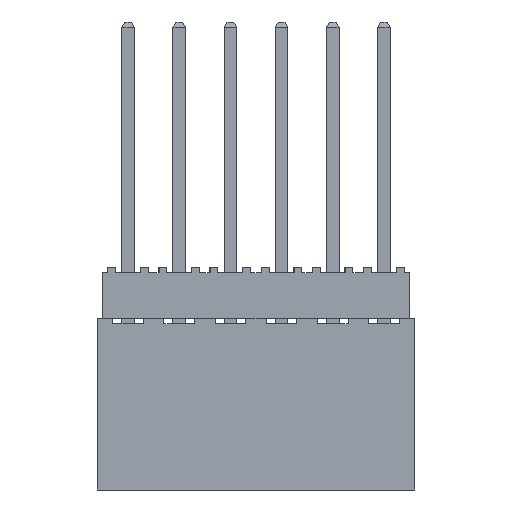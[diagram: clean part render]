
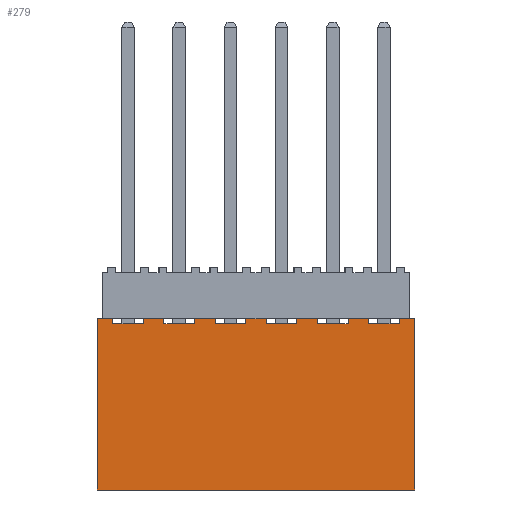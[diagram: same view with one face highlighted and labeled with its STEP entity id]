
A CAD part, front view. The second image highlights one B-rep face of the part: STEP entity #279.
In plain terms, the highlighted planar face has unit normal (0, -1, 0).
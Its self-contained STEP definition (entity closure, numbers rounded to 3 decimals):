
#144 = VERTEX_POINT('',#145);
#145 = CARTESIAN_POINT('',(4.572,-2.478,-4.396));
#151 = EDGE_CURVE('',#152,#144,#154,.T.);
#152 = VERTEX_POINT('',#153);
#153 = CARTESIAN_POINT('',(4.572,-2.478,-4.142));
#154 = LINE('',#155,#156);
#155 = CARTESIAN_POINT('',(4.572,-2.478,-4.142));
#156 = VECTOR('',#157,1.);
#157 = DIRECTION('',(0.,0.,-1.));
#254 = VERTEX_POINT('',#255);
#255 = CARTESIAN_POINT('',(-7.874,-2.478,-4.142));
#261 = EDGE_CURVE('',#262,#254,#264,.T.);
#262 = VERTEX_POINT('',#263);
#263 = CARTESIAN_POINT('',(-7.112,-2.478,-4.142));
#264 = LINE('',#265,#266);
#265 = CARTESIAN_POINT('',(7.874,-2.478,-4.142));
#266 = VECTOR('',#267,1.);
#267 = DIRECTION('',(-1.,0.,0.));
#279 = ADVANCED_FACE('',(#280),#488,.F.);
#280 = FACE_BOUND('',#281,.T.);
#281 = EDGE_LOOP('',(#282,#292,#300,#308,#314,#315,#323,#331,#339,#347,
    #355,#363,#371,#379,#387,#395,#403,#411,#419,#427,#435,#443,#451,
    #457,#458,#466,#474,#482));
#282 = ORIENTED_EDGE('',*,*,#283,.T.);
#283 = EDGE_CURVE('',#284,#286,#288,.T.);
#284 = VERTEX_POINT('',#285);
#285 = CARTESIAN_POINT('',(7.112,-2.478,-4.142));
#286 = VERTEX_POINT('',#287);
#287 = CARTESIAN_POINT('',(7.112,-2.478,-4.396));
#288 = LINE('',#289,#290);
#289 = CARTESIAN_POINT('',(7.112,-2.478,-4.142));
#290 = VECTOR('',#291,1.);
#291 = DIRECTION('',(0.,0.,-1.));
#292 = ORIENTED_EDGE('',*,*,#293,.T.);
#293 = EDGE_CURVE('',#286,#294,#296,.T.);
#294 = VERTEX_POINT('',#295);
#295 = CARTESIAN_POINT('',(5.588,-2.478,-4.396));
#296 = LINE('',#297,#298);
#297 = CARTESIAN_POINT('',(7.112,-2.478,-4.396));
#298 = VECTOR('',#299,1.);
#299 = DIRECTION('',(-1.,0.,0.));
#300 = ORIENTED_EDGE('',*,*,#301,.T.);
#301 = EDGE_CURVE('',#294,#302,#304,.T.);
#302 = VERTEX_POINT('',#303);
#303 = CARTESIAN_POINT('',(5.588,-2.478,-4.142));
#304 = LINE('',#305,#306);
#305 = CARTESIAN_POINT('',(5.588,-2.478,-4.396));
#306 = VECTOR('',#307,1.);
#307 = DIRECTION('',(0.,0.,1.));
#308 = ORIENTED_EDGE('',*,*,#309,.T.);
#309 = EDGE_CURVE('',#302,#152,#310,.T.);
#310 = LINE('',#311,#312);
#311 = CARTESIAN_POINT('',(7.874,-2.478,-4.142));
#312 = VECTOR('',#313,1.);
#313 = DIRECTION('',(-1.,0.,0.));
#314 = ORIENTED_EDGE('',*,*,#151,.T.);
#315 = ORIENTED_EDGE('',*,*,#316,.T.);
#316 = EDGE_CURVE('',#144,#317,#319,.T.);
#317 = VERTEX_POINT('',#318);
#318 = CARTESIAN_POINT('',(3.048,-2.478,-4.396));
#319 = LINE('',#320,#321);
#320 = CARTESIAN_POINT('',(4.572,-2.478,-4.396));
#321 = VECTOR('',#322,1.);
#322 = DIRECTION('',(-1.,0.,0.));
#323 = ORIENTED_EDGE('',*,*,#324,.T.);
#324 = EDGE_CURVE('',#317,#325,#327,.T.);
#325 = VERTEX_POINT('',#326);
#326 = CARTESIAN_POINT('',(3.048,-2.478,-4.142));
#327 = LINE('',#328,#329);
#328 = CARTESIAN_POINT('',(3.048,-2.478,-4.396));
#329 = VECTOR('',#330,1.);
#330 = DIRECTION('',(0.,0.,1.));
#331 = ORIENTED_EDGE('',*,*,#332,.T.);
#332 = EDGE_CURVE('',#325,#333,#335,.T.);
#333 = VERTEX_POINT('',#334);
#334 = CARTESIAN_POINT('',(2.032,-2.478,-4.142));
#335 = LINE('',#336,#337);
#336 = CARTESIAN_POINT('',(7.874,-2.478,-4.142));
#337 = VECTOR('',#338,1.);
#338 = DIRECTION('',(-1.,0.,0.));
#339 = ORIENTED_EDGE('',*,*,#340,.T.);
#340 = EDGE_CURVE('',#333,#341,#343,.T.);
#341 = VERTEX_POINT('',#342);
#342 = CARTESIAN_POINT('',(2.032,-2.478,-4.396));
#343 = LINE('',#344,#345);
#344 = CARTESIAN_POINT('',(2.032,-2.478,-4.142));
#345 = VECTOR('',#346,1.);
#346 = DIRECTION('',(0.,0.,-1.));
#347 = ORIENTED_EDGE('',*,*,#348,.T.);
#348 = EDGE_CURVE('',#341,#349,#351,.T.);
#349 = VERTEX_POINT('',#350);
#350 = CARTESIAN_POINT('',(0.508,-2.478,-4.396));
#351 = LINE('',#352,#353);
#352 = CARTESIAN_POINT('',(2.032,-2.478,-4.396));
#353 = VECTOR('',#354,1.);
#354 = DIRECTION('',(-1.,0.,0.));
#355 = ORIENTED_EDGE('',*,*,#356,.T.);
#356 = EDGE_CURVE('',#349,#357,#359,.T.);
#357 = VERTEX_POINT('',#358);
#358 = CARTESIAN_POINT('',(0.508,-2.478,-4.142));
#359 = LINE('',#360,#361);
#360 = CARTESIAN_POINT('',(0.508,-2.478,-4.396));
#361 = VECTOR('',#362,1.);
#362 = DIRECTION('',(0.,0.,1.));
#363 = ORIENTED_EDGE('',*,*,#364,.T.);
#364 = EDGE_CURVE('',#357,#365,#367,.T.);
#365 = VERTEX_POINT('',#366);
#366 = CARTESIAN_POINT('',(-0.508,-2.478,-4.142));
#367 = LINE('',#368,#369);
#368 = CARTESIAN_POINT('',(7.874,-2.478,-4.142));
#369 = VECTOR('',#370,1.);
#370 = DIRECTION('',(-1.,0.,0.));
#371 = ORIENTED_EDGE('',*,*,#372,.T.);
#372 = EDGE_CURVE('',#365,#373,#375,.T.);
#373 = VERTEX_POINT('',#374);
#374 = CARTESIAN_POINT('',(-0.508,-2.478,-4.396));
#375 = LINE('',#376,#377);
#376 = CARTESIAN_POINT('',(-0.508,-2.478,-4.142));
#377 = VECTOR('',#378,1.);
#378 = DIRECTION('',(0.,0.,-1.));
#379 = ORIENTED_EDGE('',*,*,#380,.T.);
#380 = EDGE_CURVE('',#373,#381,#383,.T.);
#381 = VERTEX_POINT('',#382);
#382 = CARTESIAN_POINT('',(-2.032,-2.478,-4.396));
#383 = LINE('',#384,#385);
#384 = CARTESIAN_POINT('',(-0.508,-2.478,-4.396));
#385 = VECTOR('',#386,1.);
#386 = DIRECTION('',(-1.,0.,0.));
#387 = ORIENTED_EDGE('',*,*,#388,.T.);
#388 = EDGE_CURVE('',#381,#389,#391,.T.);
#389 = VERTEX_POINT('',#390);
#390 = CARTESIAN_POINT('',(-2.032,-2.478,-4.142));
#391 = LINE('',#392,#393);
#392 = CARTESIAN_POINT('',(-2.032,-2.478,-4.396));
#393 = VECTOR('',#394,1.);
#394 = DIRECTION('',(0.,0.,1.));
#395 = ORIENTED_EDGE('',*,*,#396,.T.);
#396 = EDGE_CURVE('',#389,#397,#399,.T.);
#397 = VERTEX_POINT('',#398);
#398 = CARTESIAN_POINT('',(-3.048,-2.478,-4.142));
#399 = LINE('',#400,#401);
#400 = CARTESIAN_POINT('',(7.874,-2.478,-4.142));
#401 = VECTOR('',#402,1.);
#402 = DIRECTION('',(-1.,0.,0.));
#403 = ORIENTED_EDGE('',*,*,#404,.T.);
#404 = EDGE_CURVE('',#397,#405,#407,.T.);
#405 = VERTEX_POINT('',#406);
#406 = CARTESIAN_POINT('',(-3.048,-2.478,-4.396));
#407 = LINE('',#408,#409);
#408 = CARTESIAN_POINT('',(-3.048,-2.478,-4.142));
#409 = VECTOR('',#410,1.);
#410 = DIRECTION('',(0.,0.,-1.));
#411 = ORIENTED_EDGE('',*,*,#412,.T.);
#412 = EDGE_CURVE('',#405,#413,#415,.T.);
#413 = VERTEX_POINT('',#414);
#414 = CARTESIAN_POINT('',(-4.572,-2.478,-4.396));
#415 = LINE('',#416,#417);
#416 = CARTESIAN_POINT('',(-3.048,-2.478,-4.396));
#417 = VECTOR('',#418,1.);
#418 = DIRECTION('',(-1.,0.,0.));
#419 = ORIENTED_EDGE('',*,*,#420,.T.);
#420 = EDGE_CURVE('',#413,#421,#423,.T.);
#421 = VERTEX_POINT('',#422);
#422 = CARTESIAN_POINT('',(-4.572,-2.478,-4.142));
#423 = LINE('',#424,#425);
#424 = CARTESIAN_POINT('',(-4.572,-2.478,-4.396));
#425 = VECTOR('',#426,1.);
#426 = DIRECTION('',(0.,0.,1.));
#427 = ORIENTED_EDGE('',*,*,#428,.T.);
#428 = EDGE_CURVE('',#421,#429,#431,.T.);
#429 = VERTEX_POINT('',#430);
#430 = CARTESIAN_POINT('',(-5.588,-2.478,-4.142));
#431 = LINE('',#432,#433);
#432 = CARTESIAN_POINT('',(7.874,-2.478,-4.142));
#433 = VECTOR('',#434,1.);
#434 = DIRECTION('',(-1.,0.,0.));
#435 = ORIENTED_EDGE('',*,*,#436,.T.);
#436 = EDGE_CURVE('',#429,#437,#439,.T.);
#437 = VERTEX_POINT('',#438);
#438 = CARTESIAN_POINT('',(-5.588,-2.478,-4.396));
#439 = LINE('',#440,#441);
#440 = CARTESIAN_POINT('',(-5.588,-2.478,-4.142));
#441 = VECTOR('',#442,1.);
#442 = DIRECTION('',(0.,0.,-1.));
#443 = ORIENTED_EDGE('',*,*,#444,.T.);
#444 = EDGE_CURVE('',#437,#445,#447,.T.);
#445 = VERTEX_POINT('',#446);
#446 = CARTESIAN_POINT('',(-7.112,-2.478,-4.396));
#447 = LINE('',#448,#449);
#448 = CARTESIAN_POINT('',(-5.588,-2.478,-4.396));
#449 = VECTOR('',#450,1.);
#450 = DIRECTION('',(-1.,0.,0.));
#451 = ORIENTED_EDGE('',*,*,#452,.T.);
#452 = EDGE_CURVE('',#445,#262,#453,.T.);
#453 = LINE('',#454,#455);
#454 = CARTESIAN_POINT('',(-7.112,-2.478,-4.396));
#455 = VECTOR('',#456,1.);
#456 = DIRECTION('',(0.,0.,1.));
#457 = ORIENTED_EDGE('',*,*,#261,.T.);
#458 = ORIENTED_EDGE('',*,*,#459,.F.);
#459 = EDGE_CURVE('',#460,#254,#462,.T.);
#460 = VERTEX_POINT('',#461);
#461 = CARTESIAN_POINT('',(-7.874,-2.478,-12.651));
#462 = LINE('',#463,#464);
#463 = CARTESIAN_POINT('',(-7.874,-2.478,-12.651));
#464 = VECTOR('',#465,1.);
#465 = DIRECTION('',(0.,0.,1.));
#466 = ORIENTED_EDGE('',*,*,#467,.F.);
#467 = EDGE_CURVE('',#468,#460,#470,.T.);
#468 = VERTEX_POINT('',#469);
#469 = CARTESIAN_POINT('',(7.874,-2.478,-12.651));
#470 = LINE('',#471,#472);
#471 = CARTESIAN_POINT('',(7.874,-2.478,-12.651));
#472 = VECTOR('',#473,1.);
#473 = DIRECTION('',(-1.,0.,0.));
#474 = ORIENTED_EDGE('',*,*,#475,.T.);
#475 = EDGE_CURVE('',#468,#476,#478,.T.);
#476 = VERTEX_POINT('',#477);
#477 = CARTESIAN_POINT('',(7.874,-2.478,-4.142));
#478 = LINE('',#479,#480);
#479 = CARTESIAN_POINT('',(7.874,-2.478,-12.651));
#480 = VECTOR('',#481,1.);
#481 = DIRECTION('',(0.,0.,1.));
#482 = ORIENTED_EDGE('',*,*,#483,.T.);
#483 = EDGE_CURVE('',#476,#284,#484,.T.);
#484 = LINE('',#485,#486);
#485 = CARTESIAN_POINT('',(7.874,-2.478,-4.142));
#486 = VECTOR('',#487,1.);
#487 = DIRECTION('',(-1.,0.,0.));
#488 = PLANE('',#489);
#489 = AXIS2_PLACEMENT_3D('',#490,#491,#492);
#490 = CARTESIAN_POINT('',(7.874,-2.478,-12.651));
#491 = DIRECTION('',(0.,1.,0.));
#492 = DIRECTION('',(1.,0.,0.));
